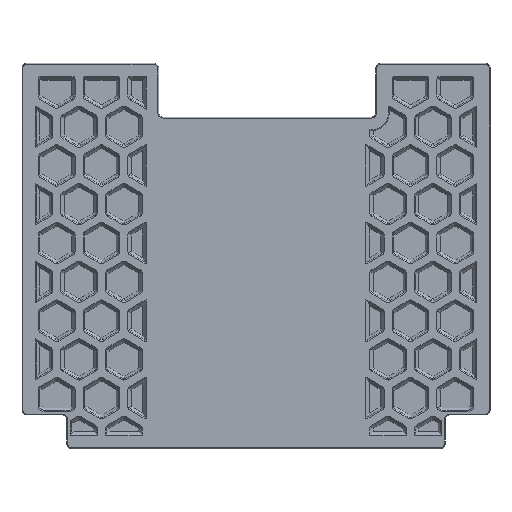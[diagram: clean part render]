
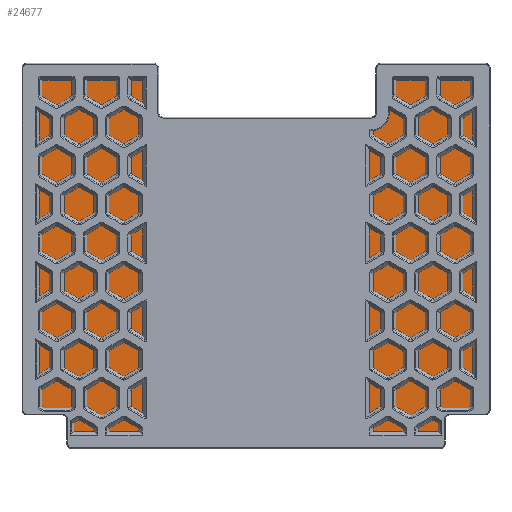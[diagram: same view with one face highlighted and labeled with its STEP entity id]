
A CAD part, top view. The second image highlights one B-rep face of the part: STEP entity #24677.
In plain terms, the highlighted planar face has unit normal (0, 0, 1).
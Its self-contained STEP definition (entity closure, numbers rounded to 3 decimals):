
#915=PLANE('',#26014);
#1607=FACE_OUTER_BOUND('',#2898,.T.);
#2898=EDGE_LOOP('',(#17144,#17145,#17146,#17147,#17148,#17149,#17150,#17151,
#17152,#17153,#17154,#17155,#17156,#17157,#17158,#17159,#17160,#17161,#17162,
#17163,#17164,#17165,#17166,#17167));
#4382=LINE('',#35989,#6934);
#4386=LINE('',#36001,#6938);
#4390=LINE('',#36013,#6942);
#4394=LINE('',#36025,#6946);
#4398=LINE('',#36037,#6950);
#4402=LINE('',#36049,#6954);
#4447=LINE('',#36175,#6999);
#4448=LINE('',#36179,#7000);
#4449=LINE('',#36183,#7001);
#4450=LINE('',#36187,#7002);
#4451=LINE('',#36191,#7003);
#4452=LINE('',#36195,#7004);
#6934=VECTOR('',#28451,10.);
#6938=VECTOR('',#28463,10.);
#6942=VECTOR('',#28475,10.);
#6946=VECTOR('',#28487,10.);
#6950=VECTOR('',#28499,10.);
#6954=VECTOR('',#28511,10.);
#6999=VECTOR('',#28644,10.);
#7000=VECTOR('',#28647,10.);
#7001=VECTOR('',#28650,10.);
#7002=VECTOR('',#28653,10.);
#7003=VECTOR('',#28656,10.);
#7004=VECTOR('',#28659,10.);
#9484=CIRCLE('',#25948,2.);
#9486=CIRCLE('',#25952,2.);
#9488=CIRCLE('',#25956,2.);
#9490=CIRCLE('',#25960,2.);
#9492=CIRCLE('',#25964,2.);
#9494=CIRCLE('',#25968,2.);
#9514=CIRCLE('',#26015,2.);
#9515=CIRCLE('',#26016,2.);
#9516=CIRCLE('',#26017,2.);
#9517=CIRCLE('',#26018,2.);
#9518=CIRCLE('',#26019,2.);
#9519=CIRCLE('',#26020,2.);
#10651=VERTEX_POINT('',#35979);
#10652=VERTEX_POINT('',#35980);
#10655=VERTEX_POINT('',#35988);
#10657=VERTEX_POINT('',#35994);
#10659=VERTEX_POINT('',#36000);
#10661=VERTEX_POINT('',#36006);
#10663=VERTEX_POINT('',#36012);
#10665=VERTEX_POINT('',#36018);
#10667=VERTEX_POINT('',#36024);
#10669=VERTEX_POINT('',#36030);
#10671=VERTEX_POINT('',#36036);
#10673=VERTEX_POINT('',#36042);
#10675=VERTEX_POINT('',#36048);
#10712=VERTEX_POINT('',#36174);
#10713=VERTEX_POINT('',#36176);
#10714=VERTEX_POINT('',#36178);
#10715=VERTEX_POINT('',#36180);
#10716=VERTEX_POINT('',#36182);
#10717=VERTEX_POINT('',#36184);
#10718=VERTEX_POINT('',#36186);
#10719=VERTEX_POINT('',#36188);
#10720=VERTEX_POINT('',#36190);
#10721=VERTEX_POINT('',#36192);
#10722=VERTEX_POINT('',#36194);
#13171=EDGE_CURVE('',#10651,#10652,#9484,.T.);
#13175=EDGE_CURVE('',#10655,#10651,#4382,.T.);
#13178=EDGE_CURVE('',#10657,#10655,#9486,.T.);
#13181=EDGE_CURVE('',#10659,#10657,#4386,.T.);
#13184=EDGE_CURVE('',#10661,#10659,#9488,.T.);
#13187=EDGE_CURVE('',#10663,#10661,#4390,.T.);
#13190=EDGE_CURVE('',#10665,#10663,#9490,.T.);
#13193=EDGE_CURVE('',#10667,#10665,#4394,.T.);
#13196=EDGE_CURVE('',#10669,#10667,#9492,.T.);
#13199=EDGE_CURVE('',#10671,#10669,#4398,.T.);
#13202=EDGE_CURVE('',#10673,#10671,#9494,.T.);
#13205=EDGE_CURVE('',#10675,#10673,#4402,.T.);
#13268=EDGE_CURVE('',#10652,#10712,#4447,.T.);
#13269=EDGE_CURVE('',#10712,#10713,#9514,.T.);
#13270=EDGE_CURVE('',#10713,#10714,#4448,.T.);
#13271=EDGE_CURVE('',#10714,#10715,#9515,.T.);
#13272=EDGE_CURVE('',#10715,#10716,#4449,.T.);
#13273=EDGE_CURVE('',#10716,#10717,#9516,.T.);
#13274=EDGE_CURVE('',#10717,#10718,#4450,.T.);
#13275=EDGE_CURVE('',#10718,#10719,#9517,.T.);
#13276=EDGE_CURVE('',#10719,#10720,#4451,.T.);
#13277=EDGE_CURVE('',#10720,#10721,#9518,.T.);
#13278=EDGE_CURVE('',#10721,#10722,#4452,.T.);
#13279=EDGE_CURVE('',#10722,#10675,#9519,.T.);
#17144=ORIENTED_EDGE('',*,*,#13268,.T.);
#17145=ORIENTED_EDGE('',*,*,#13269,.T.);
#17146=ORIENTED_EDGE('',*,*,#13270,.T.);
#17147=ORIENTED_EDGE('',*,*,#13271,.T.);
#17148=ORIENTED_EDGE('',*,*,#13272,.T.);
#17149=ORIENTED_EDGE('',*,*,#13273,.T.);
#17150=ORIENTED_EDGE('',*,*,#13274,.T.);
#17151=ORIENTED_EDGE('',*,*,#13275,.T.);
#17152=ORIENTED_EDGE('',*,*,#13276,.T.);
#17153=ORIENTED_EDGE('',*,*,#13277,.T.);
#17154=ORIENTED_EDGE('',*,*,#13278,.T.);
#17155=ORIENTED_EDGE('',*,*,#13279,.T.);
#17156=ORIENTED_EDGE('',*,*,#13205,.T.);
#17157=ORIENTED_EDGE('',*,*,#13202,.T.);
#17158=ORIENTED_EDGE('',*,*,#13199,.T.);
#17159=ORIENTED_EDGE('',*,*,#13196,.T.);
#17160=ORIENTED_EDGE('',*,*,#13193,.T.);
#17161=ORIENTED_EDGE('',*,*,#13190,.T.);
#17162=ORIENTED_EDGE('',*,*,#13187,.T.);
#17163=ORIENTED_EDGE('',*,*,#13184,.T.);
#17164=ORIENTED_EDGE('',*,*,#13181,.T.);
#17165=ORIENTED_EDGE('',*,*,#13178,.T.);
#17166=ORIENTED_EDGE('',*,*,#13175,.T.);
#17167=ORIENTED_EDGE('',*,*,#13171,.T.);
#24677=ADVANCED_FACE('',(#1607),#915,.T.);
#25948=AXIS2_PLACEMENT_3D('',#35981,#28443,#28444);
#25952=AXIS2_PLACEMENT_3D('',#35995,#28456,#28457);
#25956=AXIS2_PLACEMENT_3D('',#36007,#28468,#28469);
#25960=AXIS2_PLACEMENT_3D('',#36019,#28480,#28481);
#25964=AXIS2_PLACEMENT_3D('',#36031,#28492,#28493);
#25968=AXIS2_PLACEMENT_3D('',#36043,#28504,#28505);
#26014=AXIS2_PLACEMENT_3D('',#36173,#28642,#28643);
#26015=AXIS2_PLACEMENT_3D('',#36177,#28645,#28646);
#26016=AXIS2_PLACEMENT_3D('',#36181,#28648,#28649);
#26017=AXIS2_PLACEMENT_3D('',#36185,#28651,#28652);
#26018=AXIS2_PLACEMENT_3D('',#36189,#28654,#28655);
#26019=AXIS2_PLACEMENT_3D('',#36193,#28657,#28658);
#26020=AXIS2_PLACEMENT_3D('',#36196,#28660,#28661);
#28443=DIRECTION('center_axis',(0.,0.,1.));
#28444=DIRECTION('ref_axis',(-0.707,-0.707,0.));
#28451=DIRECTION('',(0.,-1.,0.));
#28456=DIRECTION('center_axis',(0.,0.,1.));
#28457=DIRECTION('ref_axis',(-0.707,0.707,0.));
#28463=DIRECTION('',(-1.,0.,0.));
#28468=DIRECTION('center_axis',(0.,0.,1.));
#28469=DIRECTION('ref_axis',(0.707,0.707,0.));
#28475=DIRECTION('',(0.,1.,0.));
#28480=DIRECTION('center_axis',(0.,0.,-1.));
#28481=DIRECTION('ref_axis',(-0.707,-0.707,0.));
#28487=DIRECTION('',(-1.,0.,0.));
#28492=DIRECTION('center_axis',(0.,0.,-1.));
#28493=DIRECTION('ref_axis',(0.707,-0.707,0.));
#28499=DIRECTION('',(0.,-1.,0.));
#28504=DIRECTION('center_axis',(0.,0.,1.));
#28505=DIRECTION('ref_axis',(-0.707,0.707,0.));
#28511=DIRECTION('',(-1.,0.,0.));
#28642=DIRECTION('center_axis',(0.,0.,1.));
#28643=DIRECTION('ref_axis',(-1.,0.,0.));
#28644=DIRECTION('',(1.,0.,0.));
#28645=DIRECTION('center_axis',(0.,0.,-1.));
#28646=DIRECTION('ref_axis',(0.707,0.707,0.));
#28647=DIRECTION('',(0.,-1.,0.));
#28648=DIRECTION('center_axis',(0.,0.,1.));
#28649=DIRECTION('ref_axis',(-0.707,-0.707,0.));
#28650=DIRECTION('',(1.,0.,0.));
#28651=DIRECTION('center_axis',(0.,0.,1.));
#28652=DIRECTION('ref_axis',(0.707,-0.707,0.));
#28653=DIRECTION('',(0.,1.,0.));
#28654=DIRECTION('center_axis',(0.,0.,-1.));
#28655=DIRECTION('ref_axis',(-0.707,0.707,0.));
#28656=DIRECTION('',(1.,0.,0.));
#28657=DIRECTION('center_axis',(0.,0.,1.));
#28658=DIRECTION('ref_axis',(0.707,-0.707,0.));
#28659=DIRECTION('',(0.,1.,0.));
#28660=DIRECTION('center_axis',(0.,0.,1.));
#28661=DIRECTION('ref_axis',(0.707,0.707,0.));
#35979=CARTESIAN_POINT('',(0.,17.,1.));
#35980=CARTESIAN_POINT('',(2.,15.,1.));
#35981=CARTESIAN_POINT('Origin',(2.,17.,1.));
#35988=CARTESIAN_POINT('',(0.,170.,1.));
#35989=CARTESIAN_POINT('',(0.,128.,1.));
#35994=CARTESIAN_POINT('',(2.,172.,1.));
#35995=CARTESIAN_POINT('Origin',(2.,170.,1.));
#36000=CARTESIAN_POINT('',(59.,172.,1.));
#36001=CARTESIAN_POINT('',(127.25,172.,1.));
#36006=CARTESIAN_POINT('',(61.,170.,1.));
#36007=CARTESIAN_POINT('Origin',(59.,170.,1.));
#36012=CARTESIAN_POINT('',(61.,150.,1.));
#36013=CARTESIAN_POINT('',(61.,128.,1.));
#36018=CARTESIAN_POINT('',(63.,148.,1.));
#36019=CARTESIAN_POINT('Origin',(63.,150.,1.));
#36024=CARTESIAN_POINT('',(156.,148.,1.));
#36025=CARTESIAN_POINT('',(125.25,148.,1.));
#36030=CARTESIAN_POINT('',(158.,150.,1.));
#36031=CARTESIAN_POINT('Origin',(156.,150.,1.));
#36036=CARTESIAN_POINT('',(158.,170.,1.));
#36037=CARTESIAN_POINT('',(158.,123.,1.));
#36042=CARTESIAN_POINT('',(160.,172.,1.));
#36043=CARTESIAN_POINT('Origin',(160.,170.,1.));
#36048=CARTESIAN_POINT('',(207.,172.,1.));
#36049=CARTESIAN_POINT('',(81.75,172.,1.));
#36173=CARTESIAN_POINT('Origin',(83.125,83.113,1.));
#36174=CARTESIAN_POINT('',(18.,15.,1.));
#36175=CARTESIAN_POINT('',(52.25,15.,1.));
#36176=CARTESIAN_POINT('',(20.,13.,1.));
#36177=CARTESIAN_POINT('Origin',(18.,13.,1.));
#36178=CARTESIAN_POINT('',(20.,2.,1.));
#36179=CARTESIAN_POINT('',(20.,50.5,1.));
#36180=CARTESIAN_POINT('',(22.,0.,1.));
#36181=CARTESIAN_POINT('Origin',(22.,2.,1.));
#36182=CARTESIAN_POINT('',(187.,0.,1.));
#36183=CARTESIAN_POINT('',(56.25,0.,1.));
#36184=CARTESIAN_POINT('',(189.,2.,1.));
#36185=CARTESIAN_POINT('Origin',(187.,2.,1.));
#36186=CARTESIAN_POINT('',(189.,13.,1.));
#36187=CARTESIAN_POINT('',(189.,50.5,1.));
#36188=CARTESIAN_POINT('',(191.,15.,1.));
#36189=CARTESIAN_POINT('Origin',(191.,13.,1.));
#36190=CARTESIAN_POINT('',(207.,15.,1.));
#36191=CARTESIAN_POINT('',(156.75,15.,1.));
#36192=CARTESIAN_POINT('',(209.,17.,1.));
#36193=CARTESIAN_POINT('Origin',(207.,17.,1.));
#36194=CARTESIAN_POINT('',(209.,170.,1.));
#36195=CARTESIAN_POINT('',(209.,128.,1.));
#36196=CARTESIAN_POINT('Origin',(207.,170.,1.));
